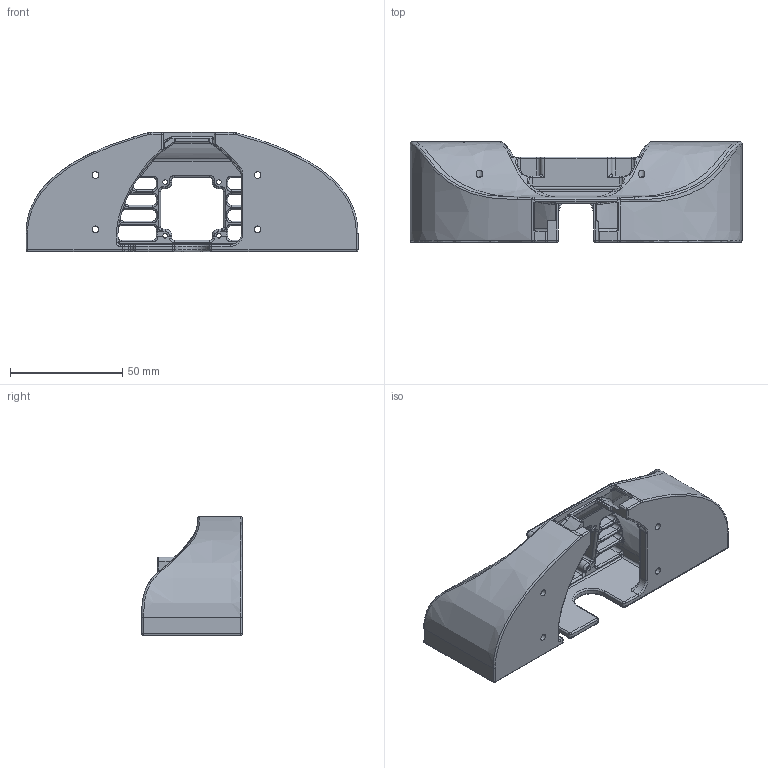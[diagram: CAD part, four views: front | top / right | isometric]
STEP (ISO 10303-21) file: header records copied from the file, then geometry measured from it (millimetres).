
FILE_DESCRIPTION((''),'2;1');
FILE_NAME('400667_9_03','2018-02-26T',('ror'),(''),'CREO PARAMETRIC BY PTC INC, 2014500','CREO PARAMETRIC BY PTC INC, 2014500','');
FILE_SCHEMA(('CONFIG_CONTROL_DESIGN'));
Length unit declared in the file: millimetre
Products named in the file (1): 400667_9_03
Bounding box: 148 x 45 x 53.1 mm (x, y, z)
Volume: 61110.6 mm3; surface area: 44546.5 mm2
Topology: 1 solids, 1 shells, 815 faces, 1980 edges, 1139 vertices
Faces by surface type: cylinder 319, bspline 224, torus 117, plane 106, extrusion 36, sphere 13
Entity records: 37547 total; most frequent: CARTESIAN_POINT 19827, ORIENTED_EDGE 3948, DIRECTION 3428, EDGE_CURVE 1974, AXIS2_PLACEMENT_3D 1357, VERTEX_POINT 1136, EDGE_LOOP 850, FACE_OUTER_BOUND 815
